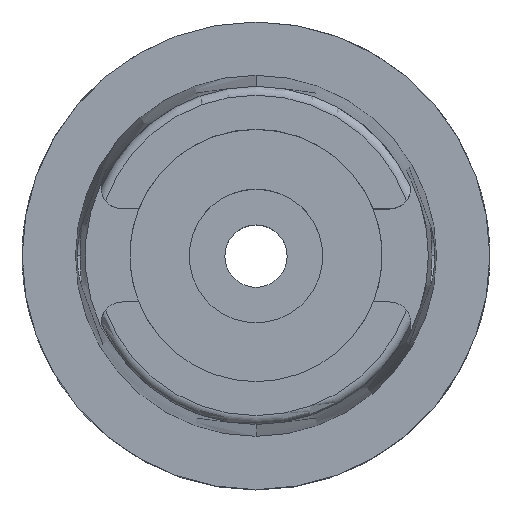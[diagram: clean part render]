
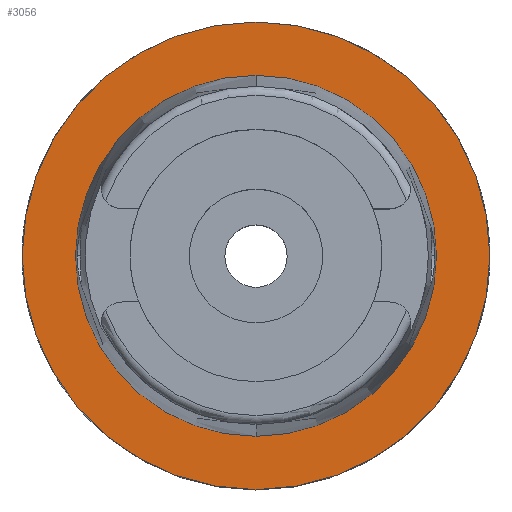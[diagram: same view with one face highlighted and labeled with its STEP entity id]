
A CAD part, top view. The second image highlights one B-rep face of the part: STEP entity #3056.
In plain terms, the highlighted planar face has unit normal (0, 0, 1).
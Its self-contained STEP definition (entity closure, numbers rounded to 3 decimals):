
#645=CARTESIAN_POINT('',(0.,0.,0.));
#646=DIRECTION('',(0.,0.,-1.));
#647=DIRECTION('',(0.,-1.,0.));
#648=AXIS2_PLACEMENT_3D('',#645,#646,#647);
#653=CARTESIAN_POINT('',(0.,0.,0.));
#654=DIRECTION('',(0.,0.,-1.));
#655=DIRECTION('',(0.,1.,0.));
#656=AXIS2_PLACEMENT_3D('',#653,#654,#655);
#661=CARTESIAN_POINT('',(0.,0.,0.));
#662=DIRECTION('',(0.,0.,1.));
#663=DIRECTION('',(0.,-1.,0.));
#664=AXIS2_PLACEMENT_3D('',#661,#662,#663);
#669=CARTESIAN_POINT('',(0.,0.,0.));
#670=DIRECTION('',(0.,0.,1.));
#671=DIRECTION('',(0.,1.,0.));
#672=AXIS2_PLACEMENT_3D('',#669,#670,#671);
#2392=CARTESIAN_POINT('',(0.,-24.315,0.));
#2393=VERTEX_POINT('',#2392);
#2394=CARTESIAN_POINT('',(0.,24.315,0.));
#2395=VERTEX_POINT('',#2394);
#2670=CARTESIAN_POINT('',(0.,31.5,0.));
#2671=VERTEX_POINT('',#2670);
#2672=CARTESIAN_POINT('',(0.,-31.5,0.));
#2673=VERTEX_POINT('',#2672);
#3041=CARTESIAN_POINT('',(0.,0.,0.));
#3042=DIRECTION('',(0.,0.,1.));
#3043=DIRECTION('',(0.,1.,0.));
#3044=AXIS2_PLACEMENT_3D('',#3041,#3042,#3043);
#3045=PLANE('',#3044);
#3047=ORIENTED_EDGE('',*,*,#3046,.T.);
#3049=ORIENTED_EDGE('',*,*,#3048,.T.);
#3050=EDGE_LOOP('',(#3047,#3049));
#3051=FACE_OUTER_BOUND('',#3050,.F.);
#3052=ORIENTED_EDGE('',*,*,#2999,.T.);
#3053=ORIENTED_EDGE('',*,*,#2792,.T.);
#3054=EDGE_LOOP('',(#3052,#3053));
#3055=FACE_BOUND('',#3054,.F.);
#649=CIRCLE('',#648,31.5);
#657=CIRCLE('',#656,31.5);
#665=CIRCLE('',#664,24.315);
#673=CIRCLE('',#672,24.315);
#2792=EDGE_CURVE('',#2395,#2393,#673,.T.);
#2999=EDGE_CURVE('',#2393,#2395,#665,.T.);
#3046=EDGE_CURVE('',#2673,#2671,#649,.T.);
#3048=EDGE_CURVE('',#2671,#2673,#657,.T.);
#3056=ADVANCED_FACE('',(#3051,#3055),#3045,.T.);
